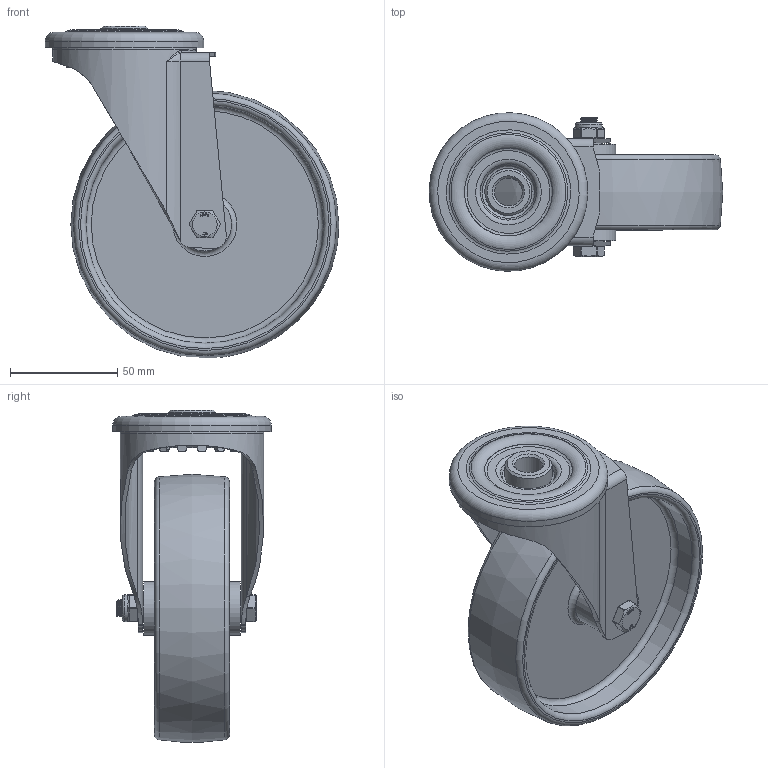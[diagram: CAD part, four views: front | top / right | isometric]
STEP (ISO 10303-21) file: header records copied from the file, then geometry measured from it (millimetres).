
FILE_DESCRIPTION(/* description */ (''),/* implementation_level */ '2;1');
FILE_NAME(/* name */ 'V80Q125NYPB12.step',/* time_stamp */ '2025-05-07T10:51:18+01:00',/* author */ (''),/* organization */ (''),/* preprocessor_version */ 'ST-DEVELOPER v20.1',/* originating_system */ 'Autodesk Translation Framework v14.4.0.0',/* authorisation */ '');
FILE_SCHEMA (('AUTOMOTIVE_DESIGN { 1 0 10303 214 3 1 1 }'));
Length unit declared in the file: millimetre
Products named in the file (16): V80Q125NYPB12; V80Q125NYPB12_1; V80Q125ASSYB12 v8; E22_S_125_AF2; E22_CHI_PAN_80_100_125_AF1; 6MM_AF3; 6MM_AF1; QSS125NYP12 v2; nylon wheel; TUBE 12X9X46 - V80Q v3; TUBE 12X9X46 - V80Q; BOLT M8 X 60 - V80Q v2; BOLT; NUT M8 NYLOC - V80Q v2; STAINLESS STEEL NUT; RUBBER
Assembly tree (55 placements, depth 5):
  V80Q125NYPB12
    V80Q125NYPB12_1
      V80Q125ASSYB12 v8
        E22_S_125_AF2
        E22_CHI_PAN_80_100_125_AF1
          6MM_AF3  x18
          6MM_AF1  x24
      QSS125NYP12 v2
        nylon wheel
      TUBE 12X9X46 - V80Q v3
        TUBE 12X9X46 - V80Q
      BOLT M8 X 60 - V80Q v2
        BOLT
      NUT M8 NYLOC - V80Q v2
        STAINLESS STEEL NUT
          RUBBER
Bounding box: 136.97 x 73.94 x 154.87 mm (x, y, z)
Volume: 217149.1 mm3; surface area: 103925.4 mm2
Topology: 49 solids, 49 shells, 609 faces, 1617 edges, 1043 vertices
Faces by surface type: cylinder 215, plane 170, bspline 107, sphere 48, torus 47, cone 22
Full cylindrical faces by diameter (mm): 6.446 x22, 6.779 x2, 7.866 x35, 8.17 x1, 8.2 x2, 8.4 x1, 8.5 x2, 11.9 x1, 12 x1, 12.5 x2, 13 x1, 16 x1, 22 x1, 25 x2, 30 x1, 50 x1, 54 x1, 63 x1, 67 x1, 70 x1, 74 x1, 111 x2
Entity records: 27618 total; most frequent: CARTESIAN_POINT 13890, ORIENTED_EDGE 2986, DIRECTION 2428, EDGE_CURVE 1493, VERTEX_POINT 963, AXIS2_PLACEMENT_3D 905, LINE 618, VECTOR 618
